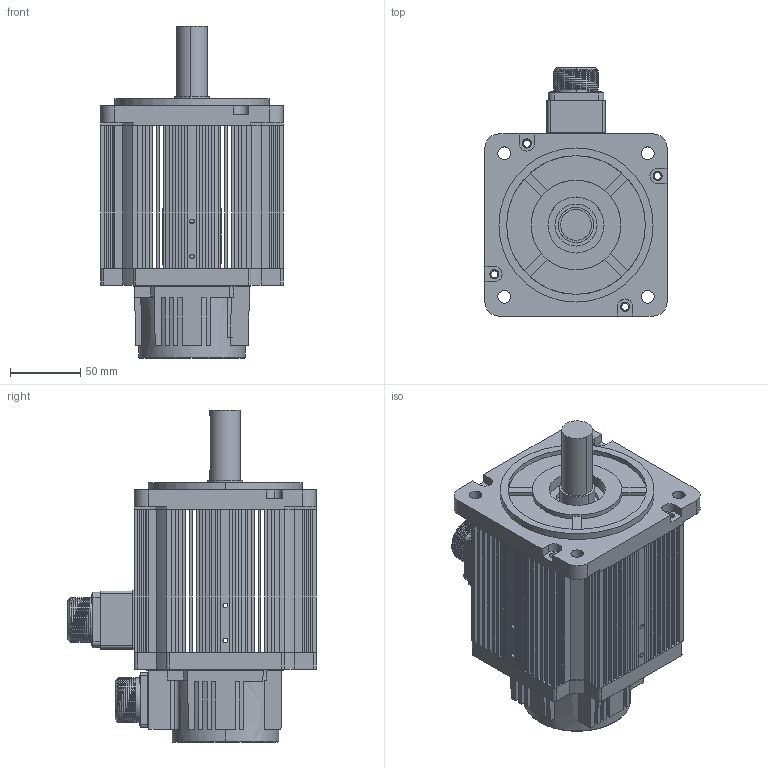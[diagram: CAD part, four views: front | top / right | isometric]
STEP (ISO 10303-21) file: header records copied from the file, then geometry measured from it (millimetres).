
FILE_DESCRIPTION (( 'STEP AP203' ), '1' );
FILE_NAME ('130ST-M06025.STEP', '2016-09-07T01:12:53', ( 'abc' ), ( 'Microsoft' ), 'SwSTEP 2.0', 'SolidWorks 2014', '' );
FILE_SCHEMA (( 'CONFIG_CONTROL_DESIGN' ));
Length unit declared in the file: millimetre
Products named in the file (1): 130ST-M06025
Bounding box: 130 x 177.5 x 237 mm (x, y, z)
Surface area: 205866.8 mm2 (no closed solid volume)
Topology: 0 solids, 16 shells, 774 faces, 2391 edges, 1652 vertices
Faces by surface type: plane 477, cylinder 265, sphere 20, cone 6, torus 4, bspline 2
Entity records: 29590 total; most frequent: CARTESIAN_POINT 8793, DIRECTION 4283, ORIENTED_EDGE 4018, EDGE_CURVE 2331, VERTEX_POINT 1612, VECTOR 1567, LINE 1567, AXIS2_PLACEMENT_3D 1358
